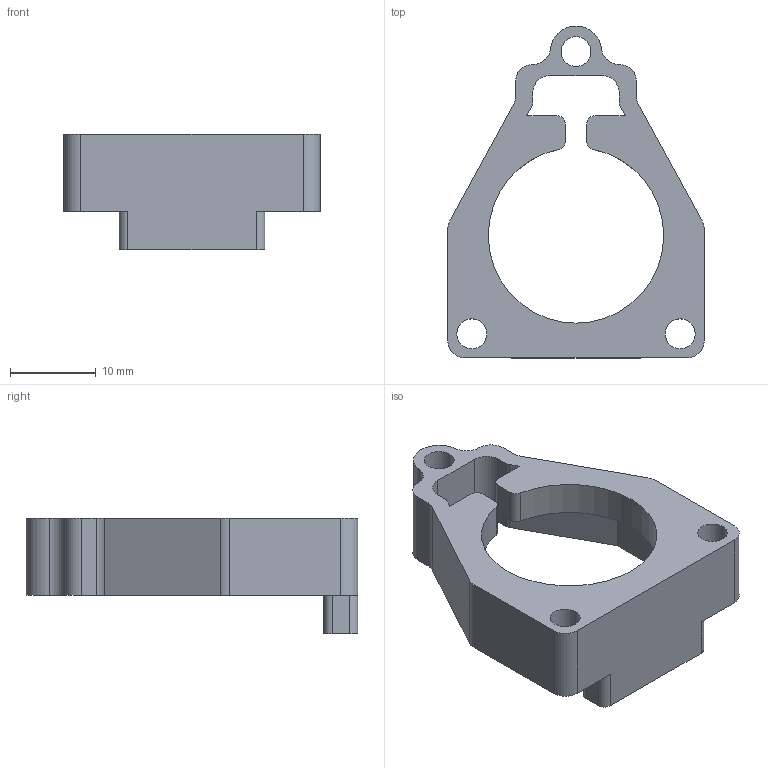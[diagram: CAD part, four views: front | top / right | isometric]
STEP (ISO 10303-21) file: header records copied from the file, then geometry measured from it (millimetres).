
FILE_DESCRIPTION(/* description */ (''),/* implementation_level */ '2;1');
FILE_NAME(/* name */ 'UpperV3.stp',/* time_stamp */ '2015-07-07T11:23:28+01:00',/* author */ ('Oliver'),/* organization */ (''),/* preprocessor_version */ 'ST-DEVELOPER v15.6',/* originating_system */ 'Autodesk Inventor 2015',/* authorisation */ '');
FILE_SCHEMA (('AUTOMOTIVE_DESIGN { 1 0 10303 214 3 1 1 }'));
Length unit declared in the file: millimetre
Products named in the file (1): UpperV3
Bounding box: 29.95 x 38.77 x 13.5 mm (x, y, z)
Volume: 3606.4 mm3; surface area: 3271.9 mm2
Topology: 1 solids, 1 shells, 60 faces, 177 edges, 118 vertices
Faces by surface type: cylinder 31, plane 29
Full cylindrical faces by diameter (mm): 3.5 x3
Entity records: 2048 total; most frequent: DIRECTION 358, CARTESIAN_POINT 353, ORIENTED_EDGE 348, EDGE_CURVE 174, AXIS2_PLACEMENT_3D 123, VERTEX_POINT 118, LINE 112, VECTOR 112
